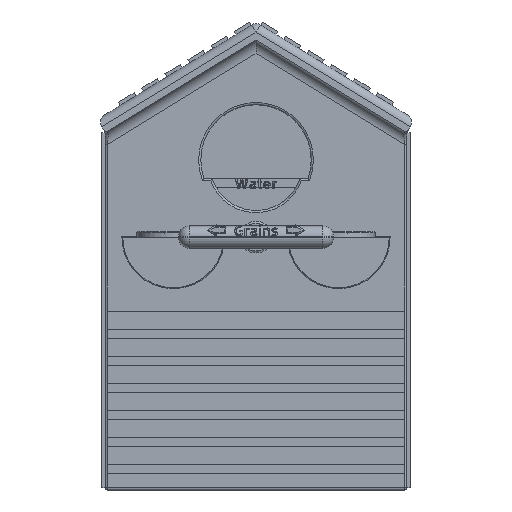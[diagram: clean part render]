
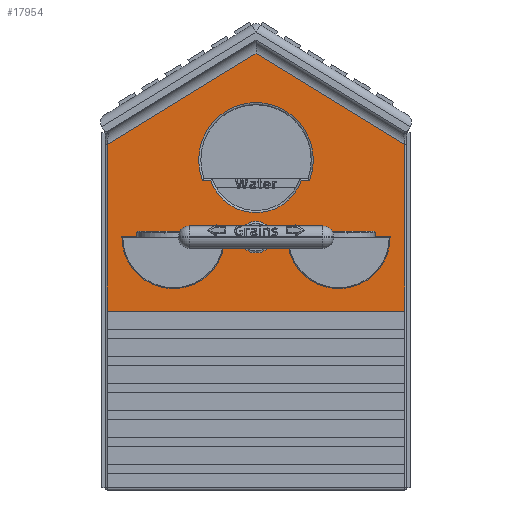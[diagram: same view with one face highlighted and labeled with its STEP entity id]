
A CAD part, front view. The second image highlights one B-rep face of the part: STEP entity #17954.
In plain terms, the highlighted planar face has unit normal (0, -1, 0).
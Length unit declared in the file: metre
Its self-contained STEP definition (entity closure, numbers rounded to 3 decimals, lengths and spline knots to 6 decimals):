
#415=CIRCLE('',#19118,0.01447);
#416=CIRCLE('',#19119,0.01447);
#417=CIRCLE('',#19120,0.013546);
#418=CIRCLE('',#19121,0.016122);
#419=CIRCLE('',#19122,0.004457);
#3837=ORIENTED_EDGE('',*,*,#8326,.T.);
#3838=ORIENTED_EDGE('',*,*,#8327,.T.);
#3839=ORIENTED_EDGE('',*,*,#8328,.T.);
#3840=ORIENTED_EDGE('',*,*,#8329,.T.);
#3841=ORIENTED_EDGE('',*,*,#8330,.T.);
#3842=ORIENTED_EDGE('',*,*,#8331,.T.);
#3843=ORIENTED_EDGE('',*,*,#8332,.T.);
#3844=ORIENTED_EDGE('',*,*,#8333,.T.);
#3845=ORIENTED_EDGE('',*,*,#8334,.T.);
#3846=ORIENTED_EDGE('',*,*,#8335,.T.);
#3847=ORIENTED_EDGE('',*,*,#8336,.T.);
#3848=ORIENTED_EDGE('',*,*,#8337,.T.);
#3849=ORIENTED_EDGE('',*,*,#8338,.T.);
#3850=ORIENTED_EDGE('',*,*,#8339,.T.);
#8326=EDGE_CURVE('',#10664,#10665,#12054,.F.);
#8327=EDGE_CURVE('',#10665,#10664,#415,.F.);
#8328=EDGE_CURVE('',#10666,#10667,#12055,.T.);
#8329=EDGE_CURVE('',#10667,#10666,#416,.F.);
#8330=EDGE_CURVE('',#10668,#10669,#12056,.F.);
#8331=EDGE_CURVE('',#10669,#10670,#417,.F.);
#8332=EDGE_CURVE('',#10670,#10671,#12057,.F.);
#8333=EDGE_CURVE('',#10671,#10668,#418,.F.);
#8334=EDGE_CURVE('',#10672,#10672,#419,.F.);
#8335=EDGE_CURVE('',#10673,#10674,#12058,.T.);
#8336=EDGE_CURVE('',#10674,#10675,#12059,.T.);
#8337=EDGE_CURVE('',#10675,#10676,#12060,.F.);
#8338=EDGE_CURVE('',#10676,#10677,#12061,.T.);
#8339=EDGE_CURVE('',#10677,#10673,#12062,.T.);
#10664=VERTEX_POINT('',#29346);
#10665=VERTEX_POINT('',#29347);
#10666=VERTEX_POINT('',#29350);
#10667=VERTEX_POINT('',#29351);
#10668=VERTEX_POINT('',#29354);
#10669=VERTEX_POINT('',#29355);
#10670=VERTEX_POINT('',#29357);
#10671=VERTEX_POINT('',#29359);
#10672=VERTEX_POINT('',#29362);
#10673=VERTEX_POINT('',#29364);
#10674=VERTEX_POINT('',#29365);
#10675=VERTEX_POINT('',#29367);
#10676=VERTEX_POINT('',#29369);
#10677=VERTEX_POINT('',#29371);
#12054=LINE('',#29345,#13547);
#12055=LINE('',#29349,#13548);
#12056=LINE('',#29353,#13549);
#12057=LINE('',#29358,#13550);
#12058=LINE('',#29363,#13551);
#12059=LINE('',#29366,#13552);
#12060=LINE('',#29368,#13553);
#12061=LINE('',#29370,#13554);
#12062=LINE('',#29372,#13555);
#13547=VECTOR('',#20889,1.);
#13548=VECTOR('',#20892,1.);
#13549=VECTOR('',#20895,1.);
#13550=VECTOR('',#20898,1.);
#13551=VECTOR('',#20903,1.);
#13552=VECTOR('',#20904,1.);
#13553=VECTOR('',#20905,1.);
#13554=VECTOR('',#20906,1.);
#13555=VECTOR('',#20907,1.);
#15070=EDGE_LOOP('',(#3837,#3838));
#15071=EDGE_LOOP('',(#3839,#3840));
#15072=EDGE_LOOP('',(#3841,#3842,#3843,#3844));
#15073=EDGE_LOOP('',(#3845));
#15074=EDGE_LOOP('',(#3846,#3847,#3848,#3849,#3850));
#16270=FACE_BOUND('',#15070,.T.);
#16271=FACE_BOUND('',#15071,.T.);
#16272=FACE_BOUND('',#15072,.T.);
#16273=FACE_BOUND('',#15073,.T.);
#16274=FACE_BOUND('',#15074,.T.);
#17140=PLANE('',#19117);
#17954=ADVANCED_FACE('',(#16270,#16271,#16272,#16273,#16274),#17140,.T.);
#19117=AXIS2_PLACEMENT_3D('',#29344,#20887,#20888);
#19118=AXIS2_PLACEMENT_3D('',#29348,#20890,#20891);
#19119=AXIS2_PLACEMENT_3D('',#29352,#20893,#20894);
#19120=AXIS2_PLACEMENT_3D('',#29356,#20896,#20897);
#19121=AXIS2_PLACEMENT_3D('',#29360,#20899,#20900);
#19122=AXIS2_PLACEMENT_3D('',#29361,#20901,#20902);
#20887=DIRECTION('',(0.,-1.,0.));
#20888=DIRECTION('',(1.,0.,0.));
#20889=DIRECTION('',(-1.,0.,0.));
#20890=DIRECTION('',(0.,-1.,0.));
#20891=DIRECTION('',(0.,0.,-1.));
#20892=DIRECTION('',(1.,0.,0.));
#20893=DIRECTION('',(0.,-1.,0.));
#20894=DIRECTION('',(0.,0.,-1.));
#20895=DIRECTION('',(1.,0.,0.));
#20896=DIRECTION('',(0.,-1.,0.));
#20897=DIRECTION('',(0.,0.,-1.));
#20898=DIRECTION('',(1.,0.,0.));
#20899=DIRECTION('',(0.,-1.,0.));
#20900=DIRECTION('',(0.,0.,-1.));
#20901=DIRECTION('',(0.,-1.,0.));
#20902=DIRECTION('',(0.,0.,-1.));
#20903=DIRECTION('',(0.,0.,-1.));
#20904=DIRECTION('',(1.,0.,0.));
#20905=DIRECTION('',(0.,0.,-1.));
#20906=DIRECTION('',(-0.853,0.,0.522));
#20907=DIRECTION('',(-0.853,0.,-0.522));
#29344=CARTESIAN_POINT('',(0.,-0.0762,0.01298));
#29345=CARTESIAN_POINT('',(0.,-0.0762,0.021093));
#29346=CARTESIAN_POINT('',(-0.037721,-0.0762,0.021093));
#29347=CARTESIAN_POINT('',(-0.008786,-0.0762,0.021093));
#29348=CARTESIAN_POINT('',(-0.023254,-0.0762,0.020848));
#29349=CARTESIAN_POINT('',(0.037478,-0.0762,0.021093));
#29350=CARTESIAN_POINT('',(0.008786,-0.0762,0.021093));
#29351=CARTESIAN_POINT('',(0.037721,-0.0762,0.021093));
#29352=CARTESIAN_POINT('',(0.023254,-0.0762,0.020848));
#29353=CARTESIAN_POINT('',(0.012337,-0.0762,0.036749));
#29354=CARTESIAN_POINT('',(0.015041,-0.0762,0.036749));
#29355=CARTESIAN_POINT('',(0.012769,-0.0762,0.036749));
#29356=CARTESIAN_POINT('',(0.,-0.0762,0.041271));
#29357=CARTESIAN_POINT('',(-0.012769,-0.0762,0.036749));
#29358=CARTESIAN_POINT('',(-0.014623,-0.0762,0.036749));
#29359=CARTESIAN_POINT('',(-0.015041,-0.0762,0.036749));
#29360=CARTESIAN_POINT('',(0.,-0.0762,0.042555));
#29361=CARTESIAN_POINT('',(0.,-0.0762,0.020848));
#29362=CARTESIAN_POINT('',(0.,-0.0762,0.01639));
#29363=CARTESIAN_POINT('',(-0.041773,-0.0762,-0.050272));
#29364=CARTESIAN_POINT('',(-0.041773,-0.0762,0.046901));
#29365=CARTESIAN_POINT('',(-0.041773,-0.0762,0.000043));
#29366=CARTESIAN_POINT('',(0.,-0.0762,0.000043));
#29367=CARTESIAN_POINT('',(0.041773,-0.0762,0.000043));
#29368=CARTESIAN_POINT('',(0.041773,-0.0762,0.01298));
#29369=CARTESIAN_POINT('',(0.041773,-0.0762,0.046901));
#29370=CARTESIAN_POINT('',(0.02651,-0.0762,0.056252));
#29371=CARTESIAN_POINT('',(0.,-0.0762,0.072493));
#29372=CARTESIAN_POINT('',(-0.02651,-0.0762,0.056252));
